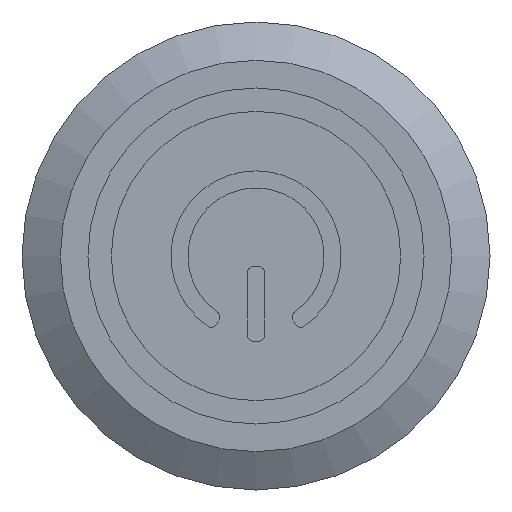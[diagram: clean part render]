
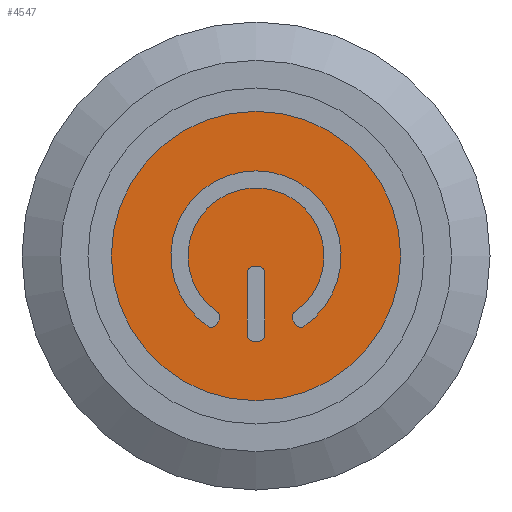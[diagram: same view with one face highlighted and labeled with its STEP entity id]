
A CAD part, left-side view. The second image highlights one B-rep face of the part: STEP entity #4547.
In plain terms, the highlighted face is planar.
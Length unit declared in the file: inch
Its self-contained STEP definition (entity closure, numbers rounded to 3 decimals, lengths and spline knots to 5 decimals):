
#169=FACE_BOUND('',#846,.T.);
#170=FACE_BOUND('',#847,.T.);
#338=PLANE('',#4901);
#572=FACE_OUTER_BOUND('',#845,.T.);
#845=EDGE_LOOP('',(#4269));
#846=EDGE_LOOP('',(#4270,#4271,#4272,#4273,#4274,#4275,#4276,#4277));
#847=EDGE_LOOP('',(#4278,#4279,#4280,#4281,#4282,#4283,#4284,#4285));
#865=CIRCLE('',#4584,0.01102);
#866=CIRCLE('',#4585,0.15748);
#867=CIRCLE('',#4586,0.01102);
#868=CIRCLE('',#4587,0.01102);
#869=CIRCLE('',#4588,0.12598);
#870=CIRCLE('',#4589,0.01102);
#871=CIRCLE('',#4591,0.01102);
#872=CIRCLE('',#4592,0.01102);
#873=CIRCLE('',#4593,0.01102);
#874=CIRCLE('',#4594,0.01102);
#968=CIRCLE('',#4872,0.26772);
#995=LINE('',#6091,#1460);
#996=LINE('',#6099,#1461);
#997=LINE('',#6110,#1462);
#998=LINE('',#6114,#1463);
#999=LINE('',#6118,#1464);
#1000=LINE('',#6121,#1465);
#1460=VECTOR('',#4934,0.3937);
#1461=VECTOR('',#4941,0.3937);
#1462=VECTOR('',#4952,0.3937);
#1463=VECTOR('',#4955,0.3937);
#1464=VECTOR('',#4958,0.3937);
#1465=VECTOR('',#4961,0.3937);
#1928=VERTEX_POINT('',#6089);
#1929=VERTEX_POINT('',#6090);
#1930=VERTEX_POINT('',#6092);
#1931=VERTEX_POINT('',#6094);
#1932=VERTEX_POINT('',#6096);
#1933=VERTEX_POINT('',#6098);
#1934=VERTEX_POINT('',#6100);
#1935=VERTEX_POINT('',#6102);
#1936=VERTEX_POINT('',#6106);
#1937=VERTEX_POINT('',#6107);
#1938=VERTEX_POINT('',#6109);
#1939=VERTEX_POINT('',#6111);
#1940=VERTEX_POINT('',#6113);
#1941=VERTEX_POINT('',#6115);
#1942=VERTEX_POINT('',#6117);
#1943=VERTEX_POINT('',#6119);
#2336=VERTEX_POINT('',#7668);
#2364=EDGE_CURVE('',#1928,#1929,#995,.T.);
#2365=EDGE_CURVE('',#1930,#1928,#865,.T.);
#2366=EDGE_CURVE('',#1931,#1930,#866,.T.);
#2367=EDGE_CURVE('',#1932,#1931,#867,.T.);
#2368=EDGE_CURVE('',#1933,#1932,#996,.T.);
#2369=EDGE_CURVE('',#1934,#1933,#868,.T.);
#2370=EDGE_CURVE('',#1935,#1934,#869,.T.);
#2371=EDGE_CURVE('',#1929,#1935,#870,.T.);
#2372=EDGE_CURVE('',#1936,#1937,#871,.T.);
#2373=EDGE_CURVE('',#1938,#1936,#997,.T.);
#2374=EDGE_CURVE('',#1939,#1938,#872,.T.);
#2375=EDGE_CURVE('',#1940,#1939,#998,.T.);
#2376=EDGE_CURVE('',#1941,#1940,#873,.T.);
#2377=EDGE_CURVE('',#1942,#1941,#999,.T.);
#2378=EDGE_CURVE('',#1943,#1942,#874,.T.);
#2379=EDGE_CURVE('',#1937,#1943,#1000,.T.);
#2972=EDGE_CURVE('',#2336,#2336,#968,.T.);
#4269=ORIENTED_EDGE('',*,*,#2972,.F.);
#4270=ORIENTED_EDGE('',*,*,#2366,.T.);
#4271=ORIENTED_EDGE('',*,*,#2365,.T.);
#4272=ORIENTED_EDGE('',*,*,#2364,.T.);
#4273=ORIENTED_EDGE('',*,*,#2371,.T.);
#4274=ORIENTED_EDGE('',*,*,#2370,.T.);
#4275=ORIENTED_EDGE('',*,*,#2369,.T.);
#4276=ORIENTED_EDGE('',*,*,#2368,.T.);
#4277=ORIENTED_EDGE('',*,*,#2367,.T.);
#4278=ORIENTED_EDGE('',*,*,#2374,.T.);
#4279=ORIENTED_EDGE('',*,*,#2373,.T.);
#4280=ORIENTED_EDGE('',*,*,#2372,.T.);
#4281=ORIENTED_EDGE('',*,*,#2379,.T.);
#4282=ORIENTED_EDGE('',*,*,#2378,.T.);
#4283=ORIENTED_EDGE('',*,*,#2377,.T.);
#4284=ORIENTED_EDGE('',*,*,#2376,.T.);
#4285=ORIENTED_EDGE('',*,*,#2375,.T.);
#4547=ADVANCED_FACE('',(#572,#169,#170),#338,.F.);
#4584=AXIS2_PLACEMENT_3D('',#6093,#4935,#4936);
#4585=AXIS2_PLACEMENT_3D('',#6095,#4937,#4938);
#4586=AXIS2_PLACEMENT_3D('',#6097,#4939,#4940);
#4587=AXIS2_PLACEMENT_3D('',#6101,#4942,#4943);
#4588=AXIS2_PLACEMENT_3D('',#6103,#4944,#4945);
#4589=AXIS2_PLACEMENT_3D('',#6104,#4946,#4947);
#4591=AXIS2_PLACEMENT_3D('',#6108,#4950,#4951);
#4592=AXIS2_PLACEMENT_3D('',#6112,#4953,#4954);
#4593=AXIS2_PLACEMENT_3D('',#6116,#4956,#4957);
#4594=AXIS2_PLACEMENT_3D('',#6120,#4959,#4960);
#4872=AXIS2_PLACEMENT_3D('',#7669,#5961,#5962);
#4901=AXIS2_PLACEMENT_3D('',#7723,#6028,#6029);
#4934=DIRECTION('',(0.,0.5,0.866));
#4935=DIRECTION('center_axis',(1.,0.,0.));
#4936=DIRECTION('ref_axis',(0.,0.866,-0.5));
#4937=DIRECTION('center_axis',(1.,0.,0.));
#4938=DIRECTION('ref_axis',(0.,-0.564,-0.826));
#4939=DIRECTION('center_axis',(1.,0.,0.));
#4940=DIRECTION('ref_axis',(0.,0.564,-0.826));
#4941=DIRECTION('',(0.,0.5,-0.866));
#4942=DIRECTION('center_axis',(1.,0.,0.));
#4943=DIRECTION('ref_axis',(0.,-0.866,-0.5));
#4944=DIRECTION('center_axis',(-1.,0.,0.));
#4945=DIRECTION('ref_axis',(0.,0.568,0.823));
#4946=DIRECTION('center_axis',(1.,0.,0.));
#4947=DIRECTION('ref_axis',(0.,0.568,0.823));
#4950=DIRECTION('center_axis',(1.,0.,0.));
#4951=DIRECTION('ref_axis',(0.,1.,0.));
#4952=DIRECTION('',(0.,1.,0.));
#4953=DIRECTION('center_axis',(1.,0.,0.));
#4954=DIRECTION('ref_axis',(0.,0.,-1.));
#4955=DIRECTION('',(0.,0.,-1.));
#4956=DIRECTION('center_axis',(1.,0.,0.));
#4957=DIRECTION('ref_axis',(0.,-1.,0.));
#4958=DIRECTION('',(0.,-1.,0.));
#4959=DIRECTION('center_axis',(1.,0.,0.));
#4960=DIRECTION('ref_axis',(0.,0.,1.));
#4961=DIRECTION('',(0.,0.,1.));
#5961=DIRECTION('center_axis',(1.,0.,0.));
#5962=DIRECTION('ref_axis',(0.,0.,-1.));
#6028=DIRECTION('center_axis',(1.,0.,0.));
#6029=DIRECTION('ref_axis',(0.,0.,-1.));
#6089=CARTESIAN_POINT('',(-0.07087,-0.07302,-0.12648));
#6090=CARTESIAN_POINT('',(-0.07087,-0.06828,-0.11827));
#6091=CARTESIAN_POINT('',(-0.07087,-0.03414,-0.05913));
#6092=CARTESIAN_POINT('',(-0.07087,-0.08878,-0.13007));
#6093=CARTESIAN_POINT('Origin',(-0.07087,-0.08257,
-0.12096));
#6094=CARTESIAN_POINT('',(-0.07087,0.08878,-0.13007));
#6095=CARTESIAN_POINT('Origin',(-0.07087,0.,0.));
#6096=CARTESIAN_POINT('',(-0.07087,0.07302,-0.12648));
#6097=CARTESIAN_POINT('Origin',(-0.07087,0.08257,
-0.12096));
#6098=CARTESIAN_POINT('',(-0.07087,0.06828,-0.11827));
#6099=CARTESIAN_POINT('',(-0.07087,0.03651,-0.06324));
#6100=CARTESIAN_POINT('',(-0.07087,0.07157,-0.10368));
#6101=CARTESIAN_POINT('Origin',(-0.07087,0.07783,
-0.11276));
#6102=CARTESIAN_POINT('',(-0.07087,-0.07157,-0.10368));
#6103=CARTESIAN_POINT('Origin',(-0.07087,0.,0.));
#6104=CARTESIAN_POINT('Origin',(-0.07087,-0.07783,
-0.11276));
#6106=CARTESIAN_POINT('',(-0.07087,0.00472,-0.15748));
#6107=CARTESIAN_POINT('',(-0.07087,0.01575,-0.14646));
#6108=CARTESIAN_POINT('Origin',(-0.07087,0.00472,
-0.14646));
#6109=CARTESIAN_POINT('',(-0.07087,-0.00472,-0.15748));
#6110=CARTESIAN_POINT('',(-0.07087,0.00236,-0.15748));
#6111=CARTESIAN_POINT('',(-0.07087,-0.01575,-0.14646));
#6112=CARTESIAN_POINT('Origin',(-0.07087,-0.00472,
-0.14646));
#6113=CARTESIAN_POINT('',(-0.07087,-0.01575,-0.03071));
#6114=CARTESIAN_POINT('',(-0.07087,-0.01575,-0.07323));
#6115=CARTESIAN_POINT('',(-0.07087,-0.00472,-0.01969));
#6116=CARTESIAN_POINT('Origin',(-0.07087,-0.00472,
-0.03071));
#6117=CARTESIAN_POINT('',(-0.07087,0.00472,-0.01969));
#6118=CARTESIAN_POINT('',(-0.07087,-0.00236,-0.01969));
#6119=CARTESIAN_POINT('',(-0.07087,0.01575,-0.03071));
#6120=CARTESIAN_POINT('Origin',(-0.07087,0.00472,
-0.03071));
#6121=CARTESIAN_POINT('',(-0.07087,0.01575,-0.01535));
#7668=CARTESIAN_POINT('',(-0.07087,0.,0.26772));
#7669=CARTESIAN_POINT('Origin',(-0.07087,0.,0.));
#7723=CARTESIAN_POINT('Origin',(-0.07087,0.,0.));
